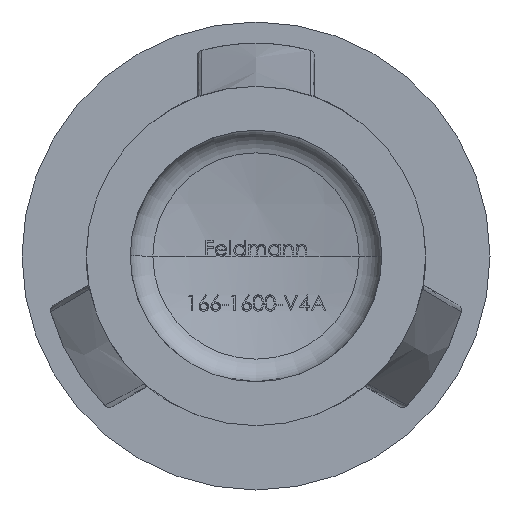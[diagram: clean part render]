
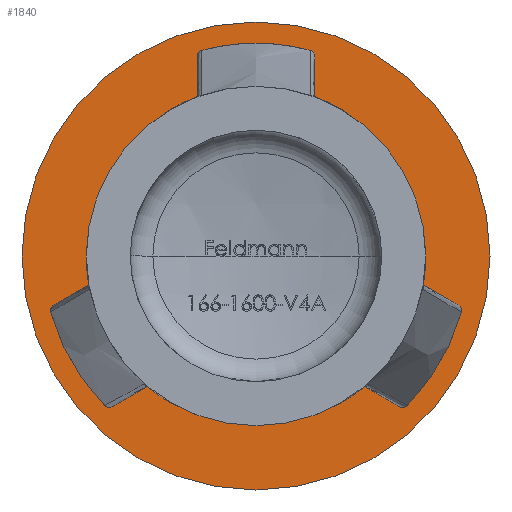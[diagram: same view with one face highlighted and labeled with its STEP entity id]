
A CAD part, front view. The second image highlights one B-rep face of the part: STEP entity #1840.
In plain terms, the highlighted planar face has unit normal (0, -1, 0).
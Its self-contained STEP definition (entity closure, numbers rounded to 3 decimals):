
#561 = PLANE ( 'NONE',  #11639 ) ;
#640 = VERTEX_POINT ( 'NONE', #1170 ) ;
#823 = AXIS2_PLACEMENT_3D ( 'NONE', #14222, #6674, #15461 ) ;
#1170 = CARTESIAN_POINT ( 'NONE',  ( -8., 14., 0. ) ) ;
#1514 = EDGE_LOOP ( 'NONE', ( #2697, #13114 ) ) ;
#1814 = DIRECTION ( 'NONE',  ( 0., 1., 0. ) ) ;
#1840 = ADVANCED_FACE ( 'NONE', ( #10691, #12478 ), #561, .F. ) ;
#2697 = ORIENTED_EDGE ( 'NONE', *, *, #13924, .T. ) ;
#2868 = EDGE_LOOP ( 'NONE', ( #9131, #16240 ) ) ;
#2898 = AXIS2_PLACEMENT_3D ( 'NONE', #3397, #6073, #8424 ) ;
#3397 = CARTESIAN_POINT ( 'NONE',  ( 0., 14., 0. ) ) ;
#3415 = CIRCLE ( 'NONE', #2898, 8. ) ;
#3555 = CIRCLE ( 'NONE', #10612, 5.8 ) ;
#3747 = CARTESIAN_POINT ( 'NONE',  ( -5.8, 14., 0. ) ) ;
#4175 = CIRCLE ( 'NONE', #823, 5.8 ) ;
#5044 = DIRECTION ( 'NONE',  ( 0., -1., 0. ) ) ;
#5364 = EDGE_CURVE ( 'NONE', #5827, #15975, #3555, .T. ) ;
#5573 = DIRECTION ( 'NONE',  ( -1., 0., 0. ) ) ;
#5827 = VERTEX_POINT ( 'NONE', #10215 ) ;
#6073 = DIRECTION ( 'NONE',  ( 0., -1., 0. ) ) ;
#6414 = DIRECTION ( 'NONE',  ( 0., -1., 0. ) ) ;
#6674 = DIRECTION ( 'NONE',  ( 0., -1., 0. ) ) ;
#7282 = AXIS2_PLACEMENT_3D ( 'NONE', #10243, #6414, #11459 ) ;
#7624 = CIRCLE ( 'NONE', #7282, 8. ) ;
#7745 = EDGE_CURVE ( 'NONE', #640, #11063, #7624, .T. ) ;
#8424 = DIRECTION ( 'NONE',  ( 1., 0., 0. ) ) ;
#9131 = ORIENTED_EDGE ( 'NONE', *, *, #5364, .F. ) ;
#10098 = DIRECTION ( 'NONE',  ( 1., 0., 0. ) ) ;
#10215 = CARTESIAN_POINT ( 'NONE',  ( 5.8, 14., 0. ) ) ;
#10243 = CARTESIAN_POINT ( 'NONE',  ( 0., 14., 0. ) ) ;
#10462 = CARTESIAN_POINT ( 'NONE',  ( 0., 14., 0. ) ) ;
#10612 = AXIS2_PLACEMENT_3D ( 'NONE', #16181, #5044, #10098 ) ;
#10691 = FACE_BOUND ( 'NONE', #2868, .T. ) ;
#11063 = VERTEX_POINT ( 'NONE', #15352 ) ;
#11459 = DIRECTION ( 'NONE',  ( 1., 0., 0. ) ) ;
#11639 = AXIS2_PLACEMENT_3D ( 'NONE', #10462, #1814, #5573 ) ;
#12478 = FACE_OUTER_BOUND ( 'NONE', #1514, .T. ) ;
#13114 = ORIENTED_EDGE ( 'NONE', *, *, #7745, .T. ) ;
#13924 = EDGE_CURVE ( 'NONE', #11063, #640, #3415, .T. ) ;
#14222 = CARTESIAN_POINT ( 'NONE',  ( 0., 14., 0. ) ) ;
#14367 = EDGE_CURVE ( 'NONE', #15975, #5827, #4175, .T. ) ;
#15352 = CARTESIAN_POINT ( 'NONE',  ( 8., 14., 0. ) ) ;
#15461 = DIRECTION ( 'NONE',  ( 1., 0., 0. ) ) ;
#15975 = VERTEX_POINT ( 'NONE', #3747 ) ;
#16181 = CARTESIAN_POINT ( 'NONE',  ( 0., 14., 0. ) ) ;
#16240 = ORIENTED_EDGE ( 'NONE', *, *, #14367, .F. ) ;
